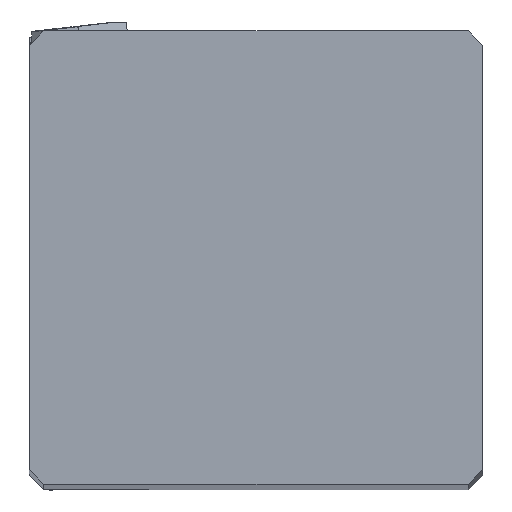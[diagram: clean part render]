
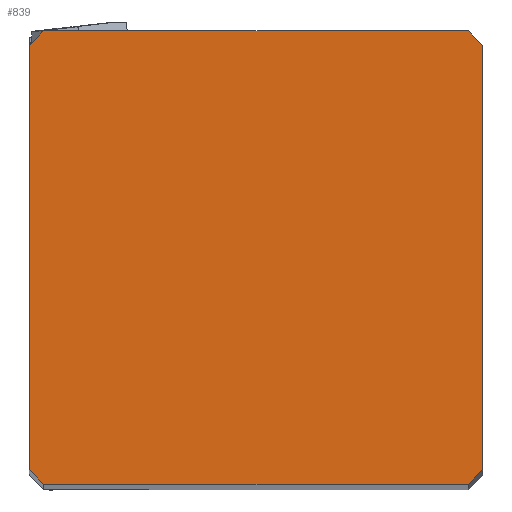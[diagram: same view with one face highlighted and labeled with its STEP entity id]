
A CAD part, top view. The second image highlights one B-rep face of the part: STEP entity #839.
In plain terms, the highlighted planar face has unit normal (0, 0, 1).
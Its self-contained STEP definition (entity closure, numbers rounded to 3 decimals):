
#706=FACE_OUTER_BOUND('',#1171,.T.);
#839=ADVANCED_FACE('',(#706),#952,.T.);
#952=PLANE('',#3580);
#1171=EDGE_LOOP('',(#1568,#1569,#1570,#1571,#1572,#1573,#1574,#1575));
#1568=ORIENTED_EDGE('',*,*,#2474,.F.);
#1569=ORIENTED_EDGE('',*,*,#2475,.F.);
#1570=ORIENTED_EDGE('',*,*,#2476,.F.);
#1571=ORIENTED_EDGE('',*,*,#2443,.T.);
#1572=ORIENTED_EDGE('',*,*,#2477,.F.);
#1573=ORIENTED_EDGE('',*,*,#2471,.F.);
#1574=ORIENTED_EDGE('',*,*,#2478,.F.);
#1575=ORIENTED_EDGE('',*,*,#2457,.T.);
#2139=VERTEX_POINT('',#5216);
#2140=VERTEX_POINT('',#5218);
#2151=VERTEX_POINT('',#5244);
#2152=VERTEX_POINT('',#5246);
#2162=VERTEX_POINT('',#5269);
#2163=VERTEX_POINT('',#5272);
#2166=VERTEX_POINT('',#5280);
#2167=VERTEX_POINT('',#5282);
#2443=EDGE_CURVE('',#2140,#2139,#2923,.T.);
#2457=EDGE_CURVE('',#2152,#2151,#2937,.T.);
#2471=EDGE_CURVE('',#2163,#2162,#2951,.T.);
#2474=EDGE_CURVE('',#2166,#2151,#2952,.T.);
#2475=EDGE_CURVE('',#2167,#2166,#2953,.T.);
#2476=EDGE_CURVE('',#2140,#2167,#2954,.T.);
#2477=EDGE_CURVE('',#2162,#2139,#2955,.T.);
#2478=EDGE_CURVE('',#2152,#2163,#2956,.T.);
#2923=LINE('',#5217,#3183);
#2937=LINE('',#5245,#3197);
#2951=LINE('',#5273,#3211);
#2952=LINE('',#5279,#3212);
#2953=LINE('',#5281,#3213);
#2954=LINE('',#5283,#3214);
#2955=LINE('',#5284,#3215);
#2956=LINE('',#5285,#3216);
#3183=VECTOR('',#3990,1.);
#3197=VECTOR('',#4008,1.);
#3211=VECTOR('',#4026,1.);
#3212=VECTOR('',#4033,1.);
#3213=VECTOR('',#4034,1.);
#3214=VECTOR('',#4035,1.);
#3215=VECTOR('',#4036,1.);
#3216=VECTOR('',#4037,1.);
#3580=AXIS2_PLACEMENT_3D('',#5286,#4038,#4039);
#3990=DIRECTION('',(1.,0.,0.));
#4008=DIRECTION('',(-1.,0.,0.));
#4026=DIRECTION('',(0.,-1.,0.));
#4033=DIRECTION('',(0.707,0.707,0.));
#4034=DIRECTION('',(0.,1.,0.));
#4035=DIRECTION('',(-0.707,0.707,0.));
#4036=DIRECTION('',(-0.707,-0.707,0.));
#4037=DIRECTION('',(0.707,-0.707,0.));
#4038=DIRECTION('',(0.,0.,1.));
#4039=DIRECTION('',(1.,0.,0.));
#5216=CARTESIAN_POINT('',(-0.5,0.,0.));
#5217=CARTESIAN_POINT('',(-15.38,0.,0.));
#5218=CARTESIAN_POINT('',(-15.38,0.,0.));
#5244=CARTESIAN_POINT('',(-15.38,15.88,0.));
#5245=CARTESIAN_POINT('',(-0.5,15.88,0.));
#5246=CARTESIAN_POINT('',(-0.5,15.88,0.));
#5269=CARTESIAN_POINT('',(0.,0.5,0.));
#5272=CARTESIAN_POINT('',(0.,15.38,0.));
#5273=CARTESIAN_POINT('',(0.,15.38,0.));
#5279=CARTESIAN_POINT('',(-15.88,15.38,0.));
#5280=CARTESIAN_POINT('',(-15.88,15.38,0.));
#5281=CARTESIAN_POINT('',(-15.88,0.5,0.));
#5282=CARTESIAN_POINT('',(-15.88,0.5,0.));
#5283=CARTESIAN_POINT('',(-15.38,0.,0.));
#5284=CARTESIAN_POINT('',(0.,0.5,0.));
#5285=CARTESIAN_POINT('',(-0.5,15.88,0.));
#5286=CARTESIAN_POINT('',(-7.94,7.94,0.));
